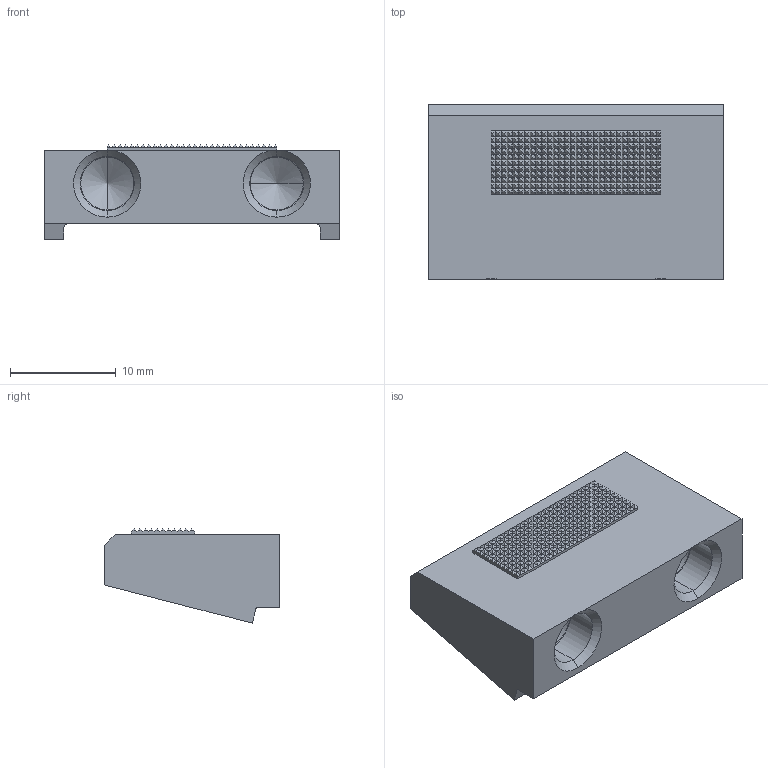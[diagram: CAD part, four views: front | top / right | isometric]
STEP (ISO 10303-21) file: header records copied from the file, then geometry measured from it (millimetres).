
FILE_DESCRIPTION (( 'STEP AP214' ), '1' );
FILE_NAME ('1703.350.stp', '2018-03-26T12:16:13', ( '' ), ( '' ), 'SwSTEP 2.0', 'SolidWorks 2016', '' );
FILE_SCHEMA (( 'AUTOMOTIVE_DESIGN' ));
Length unit declared in the file: millimetre
Products named in the file (1): 1703.350
Bounding box: 27.8 x 16.5 x 8.9 mm (x, y, z)
Volume: 2262.9 mm3; surface area: 1699.4 mm2
Topology: 1 solids, 1 shells, 1302 faces, 2107 edges, 804 vertices
Faces by surface type: plane 1280, cone 12, cylinder 10
Entity records: 26817 total; most frequent: DIRECTION 4727, CARTESIAN_POINT 4228, ORIENTED_EDGE 4206, EDGE_CURVE 2103, LINE 2073, VECTOR 2073, AXIS2_PLACEMENT_3D 1327, EDGE_LOOP 1303
